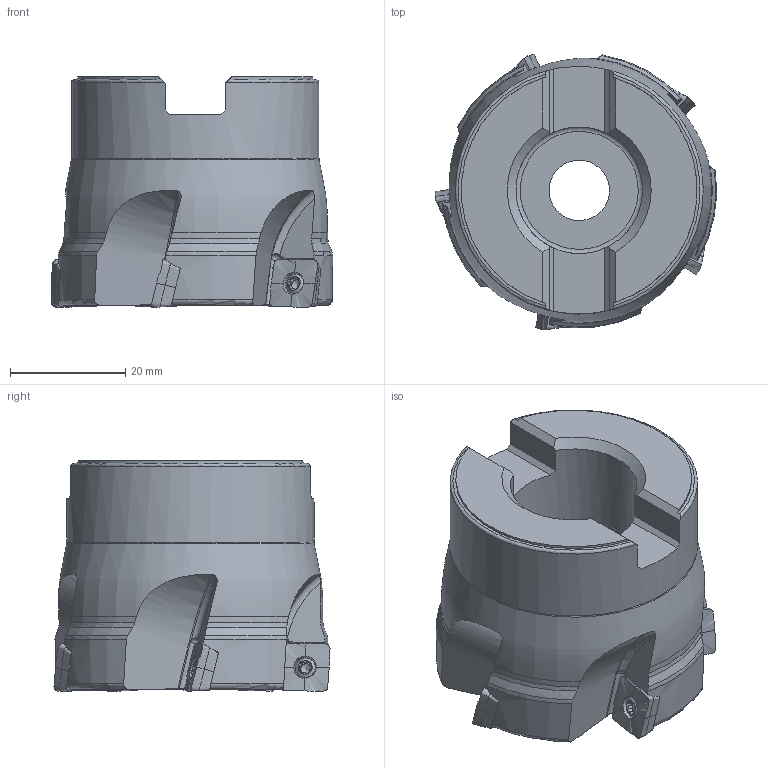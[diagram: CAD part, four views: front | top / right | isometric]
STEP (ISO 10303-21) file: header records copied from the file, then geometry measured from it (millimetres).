
FILE_DESCRIPTION(/* description */ (''),/* implementation_level */ '2;1');
FILE_NAME(/* name */ 'toolassembly_1.stp',/* time_stamp */ '2018-06-25T12:55:37+02:00',/* author */ (''),/* organization */ ('SMS'),/* preprocessor_version */ 'ST-DEVELOPER v15',/* originating_system */ 'SIEMENS PLM Software NX 8.5',/* authorisation */ '');
FILE_SCHEMA (('AUTOMOTIVE_DESIGN { 1 0 10303 214 3 1 1 1 }'));
Length unit declared in the file: millimetre
Products named in the file (4): ASSEMBLY_CONSTRUCTION; CUT_20180625125349; NOCUT_20180625125345; TOOLASSEMBLY_1
Assembly tree (7 placements, depth 2):
  TOOLASSEMBLY_1
    NOCUT_20180625125345
    CUT_20180625125349  x5
    ASSEMBLY_CONSTRUCTION
Bounding box: 48.88 x 47.95 x 40 mm (x, y, z)
Volume: 44994.7 mm3; surface area: 12529.6 mm2
Topology: 6 solids, 6 shells, 463 faces, 1308 edges, 871 vertices
Faces by surface type: plane 176, bspline 70, cone 60, extrusion 60, torus 49, cylinder 37, sphere 10, revolution 1
Full cylindrical faces by diameter (mm): 2.5 x5, 2.8 x5, 3.45 x5, 10.5 x1, 17.1 x1, 22.011 x1, 22.5 x1, 43 x1
Entity records: 25896 total; most frequent: CARTESIAN_POINT 16747, ORIENTED_EDGE 1916, DIRECTION 1748, EDGE_CURVE 958, AXIS2_PLACEMENT_3D 722, VERTEX_POINT 643, EDGE_LOOP 438, ADVANCED_FACE 379
